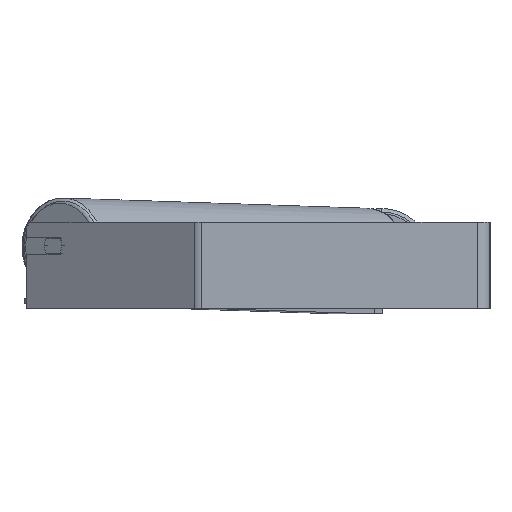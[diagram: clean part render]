
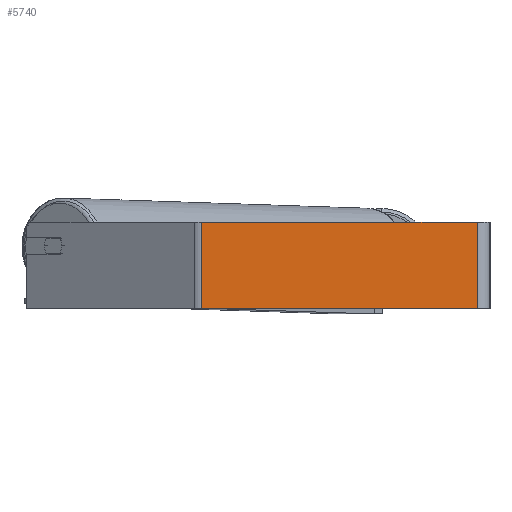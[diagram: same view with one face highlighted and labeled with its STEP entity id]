
A CAD part, left-side view. The second image highlights one B-rep face of the part: STEP entity #5740.
In plain terms, the highlighted planar face has unit normal (-1, 0, 0).
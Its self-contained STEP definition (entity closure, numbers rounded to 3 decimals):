
#529 = CARTESIAN_POINT ( 'NONE',  ( -800., 270.422, -40. ) ) ;
#608 = DIRECTION ( 'NONE',  ( 0., 0., -1. ) ) ;
#777 = VECTOR ( 'NONE', #3405, 1000. ) ;
#1133 = LINE ( 'NONE', #529, #777 ) ;
#1189 = EDGE_LOOP ( 'NONE', ( #2973, #1300, #2859, #3252 ) ) ;
#1194 = CARTESIAN_POINT ( 'NONE',  ( -800., 12., 40. ) ) ;
#1237 = VECTOR ( 'NONE', #8874, 1000. ) ;
#1300 = ORIENTED_EDGE ( 'NONE', *, *, #2482, .F. ) ;
#1982 = AXIS2_PLACEMENT_3D ( 'NONE', #2825, #3624, #608 ) ;
#2274 = LINE ( 'NONE', #8127, #4281 ) ;
#2482 = EDGE_CURVE ( 'NONE', #9009, #5632, #3963, .T. ) ;
#2783 = FACE_OUTER_BOUND ( 'NONE', #1189, .T. ) ;
#2825 = CARTESIAN_POINT ( 'NONE',  ( -800., 270.422, 40. ) ) ;
#2859 = ORIENTED_EDGE ( 'NONE', *, *, #5498, .F. ) ;
#2973 = ORIENTED_EDGE ( 'NONE', *, *, #5674, .T. ) ;
#3080 = DIRECTION ( 'NONE',  ( 0., 0., -1. ) ) ;
#3108 = VERTEX_POINT ( 'NONE', #9243 ) ;
#3110 = LINE ( 'NONE', #8824, #1237 ) ;
#3252 = ORIENTED_EDGE ( 'NONE', *, *, #7279, .T. ) ;
#3405 = DIRECTION ( 'NONE',  ( 0., -1., 0. ) ) ;
#3624 = DIRECTION ( 'NONE',  ( 1., 0., 0. ) ) ;
#3880 = CARTESIAN_POINT ( 'NONE',  ( -800., 12., 40. ) ) ;
#3963 = LINE ( 'NONE', #3880, #8082 ) ;
#4191 = PLANE ( 'NONE',  #1982 ) ;
#4281 = VECTOR ( 'NONE', #3080, 1000. ) ;
#5402 = DIRECTION ( 'NONE',  ( 0., 0., -1. ) ) ;
#5498 = EDGE_CURVE ( 'NONE', #8248, #9009, #3110, .T. ) ;
#5632 = VERTEX_POINT ( 'NONE', #9153 ) ;
#5674 = EDGE_CURVE ( 'NONE', #3108, #5632, #1133, .T. ) ;
#5740 = ADVANCED_FACE ( 'NONE', ( #2783 ), #4191, .F. ) ;
#7263 = CARTESIAN_POINT ( 'NONE',  ( -800., 266.638, 40. ) ) ;
#7279 = EDGE_CURVE ( 'NONE', #8248, #3108, #2274, .T. ) ;
#8082 = VECTOR ( 'NONE', #5402, 1000. ) ;
#8127 = CARTESIAN_POINT ( 'NONE',  ( -800., 266.638, 40. ) ) ;
#8248 = VERTEX_POINT ( 'NONE', #7263 ) ;
#8824 = CARTESIAN_POINT ( 'NONE',  ( -800., 270.422, 40. ) ) ;
#8874 = DIRECTION ( 'NONE',  ( 0., -1., 0. ) ) ;
#9009 = VERTEX_POINT ( 'NONE', #1194 ) ;
#9153 = CARTESIAN_POINT ( 'NONE',  ( -800., 12., -40. ) ) ;
#9243 = CARTESIAN_POINT ( 'NONE',  ( -800., 266.638, -40. ) ) ;
